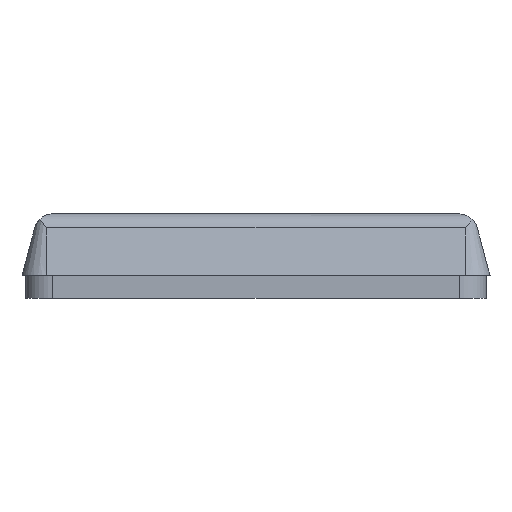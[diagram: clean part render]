
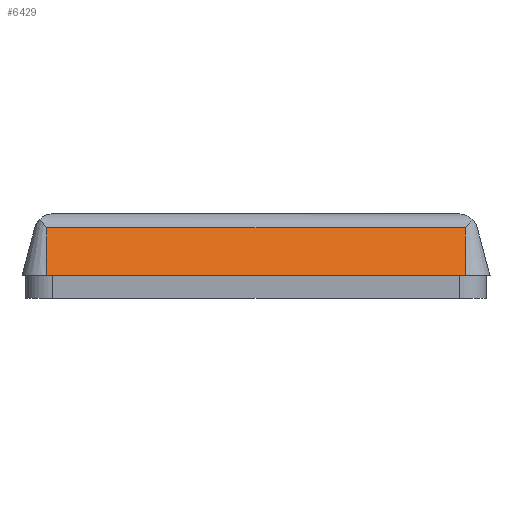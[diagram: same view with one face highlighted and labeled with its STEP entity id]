
A CAD part, left-side view. The second image highlights one B-rep face of the part: STEP entity #6429.
In plain terms, the highlighted planar face has unit normal (-0.966, 0, 0.259).
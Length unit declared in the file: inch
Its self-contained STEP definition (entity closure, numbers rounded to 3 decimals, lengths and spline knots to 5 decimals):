
#444 = PLANE ( 'NONE',  #9971 ) ;
#585 = ORIENTED_EDGE ( 'NONE', *, *, #2594, .F. ) ;
#1094 = CARTESIAN_POINT ( 'NONE',  ( -2.35634, 3.93701, 0.24229 ) ) ;
#1109 = LINE ( 'NONE', #4215, #12764 ) ;
#1313 = EDGE_CURVE ( 'NONE', #4131, #7334, #2901, .T. ) ;
#2143 = DIRECTION ( 'NONE',  ( -0.259, 0., -0.966 ) ) ;
#2594 = EDGE_CURVE ( 'NONE', #7334, #5804, #12726, .T. ) ;
#2901 = LINE ( 'NONE', #11951, #7775 ) ;
#3785 = VECTOR ( 'NONE', #7821, 39.37008 ) ;
#4131 = VERTEX_POINT ( 'NONE', #12544 ) ;
#4215 = CARTESIAN_POINT ( 'NONE',  ( -5266.46248, -1.07449, -19645.66929 ) ) ;
#5123 = EDGE_CURVE ( 'NONE', #5804, #9810, #1109, .T. ) ;
#5373 = DIRECTION ( 'NONE',  ( -0.966, 0., 0.259 ) ) ;
#5437 = DIRECTION ( 'NONE',  ( 0.259, 0., 0.966 ) ) ;
#5804 = VERTEX_POINT ( 'NONE', #11998 ) ;
#6429 = ADVANCED_FACE ( 'NONE', ( #10214 ), #444, .T. ) ;
#6910 = DIRECTION ( 'NONE',  ( 0.259, 0., 0.966 ) ) ;
#7069 = LINE ( 'NONE', #11022, #10235 ) ;
#7334 = VERTEX_POINT ( 'NONE', #9116 ) ;
#7530 = CARTESIAN_POINT ( 'NONE',  ( -2.42126, -1.07449, 0. ) ) ;
#7775 = VECTOR ( 'NONE', #6910, 39.37008 ) ;
#7821 = DIRECTION ( 'NONE',  ( 0., -1., 0. ) ) ;
#8800 = EDGE_CURVE ( 'NONE', #4131, #9810, #7069, .T. ) ;
#9111 = CARTESIAN_POINT ( 'NONE',  ( -2.42126, 1.07449, 0. ) ) ;
#9116 = CARTESIAN_POINT ( 'NONE',  ( -2.35634, 1.07449, 0.24229 ) ) ;
#9379 = EDGE_LOOP ( 'NONE', ( #10436, #9575, #9933, #585 ) ) ;
#9575 = ORIENTED_EDGE ( 'NONE', *, *, #8800, .T. ) ;
#9810 = VERTEX_POINT ( 'NONE', #7530 ) ;
#9933 = ORIENTED_EDGE ( 'NONE', *, *, #5123, .F. ) ;
#9971 = AXIS2_PLACEMENT_3D ( 'NONE', #9111, #5373, #5437 ) ;
#9984 = DIRECTION ( 'NONE',  ( 0., -1., 0. ) ) ;
#10214 = FACE_OUTER_BOUND ( 'NONE', #9379, .T. ) ;
#10235 = VECTOR ( 'NONE', #9984, 39.37008 ) ;
#10436 = ORIENTED_EDGE ( 'NONE', *, *, #1313, .F. ) ;
#11022 = CARTESIAN_POINT ( 'NONE',  ( -2.42126, 1.07449, 0. ) ) ;
#11951 = CARTESIAN_POINT ( 'NONE',  ( -5266.46248, 1.07449, -19645.66929 ) ) ;
#11998 = CARTESIAN_POINT ( 'NONE',  ( -2.35634, -1.07449, 0.24229 ) ) ;
#12544 = CARTESIAN_POINT ( 'NONE',  ( -2.42126, 1.07449, 0. ) ) ;
#12726 = LINE ( 'NONE', #1094, #3785 ) ;
#12764 = VECTOR ( 'NONE', #2143, 39.37008 ) ;
